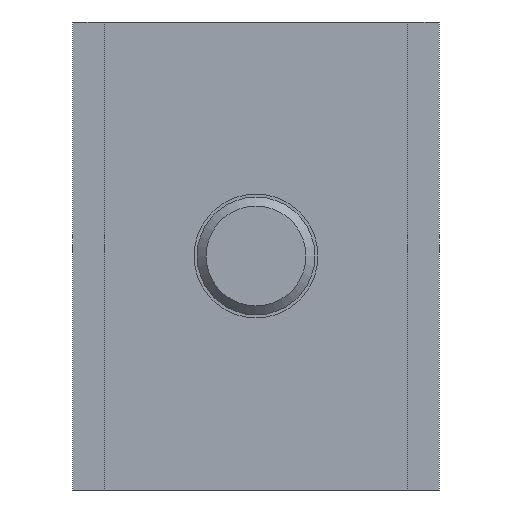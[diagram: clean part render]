
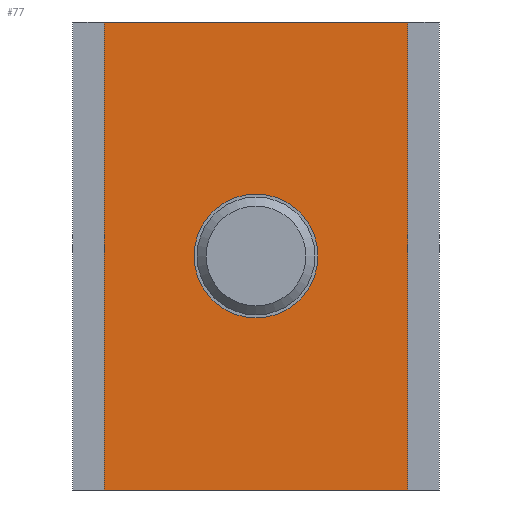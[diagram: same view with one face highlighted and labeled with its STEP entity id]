
A CAD part, front view. The second image highlights one B-rep face of the part: STEP entity #77.
In plain terms, the highlighted planar face has unit normal (0, -1, 0).
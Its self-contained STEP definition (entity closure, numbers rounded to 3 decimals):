
#77 = ADVANCED_FACE( '', ( #195, #196 ), #197, .F. );
#195 = FACE_BOUND( '', #365, .T. );
#196 = FACE_OUTER_BOUND( '', #366, .T. );
#197 = PLANE( '', #367 );
#365 = EDGE_LOOP( '', ( #536 ) );
#366 = EDGE_LOOP( '', ( #537, #538, #539, #540 ) );
#367 = AXIS2_PLACEMENT_3D( '', #541, #542, #543 );
#536 = ORIENTED_EDGE( '', *, *, #960, .T. );
#537 = ORIENTED_EDGE( '', *, *, #961, .T. );
#538 = ORIENTED_EDGE( '', *, *, #962, .F. );
#539 = ORIENTED_EDGE( '', *, *, #963, .F. );
#540 = ORIENTED_EDGE( '', *, *, #964, .T. );
#541 = CARTESIAN_POINT( '', ( -20.6, 0., 31.75 ) );
#542 = DIRECTION( '', ( 0., 1., 0. ) );
#543 = DIRECTION( '', ( 0., 0., 1. ) );
#960 = EDGE_CURVE( '', #1132, #1132, #1133, .T. );
#961 = EDGE_CURVE( '', #1134, #1135, #1136, .T. );
#962 = EDGE_CURVE( '', #1137, #1135, #1138, .T. );
#963 = EDGE_CURVE( '', #1139, #1137, #1140, .T. );
#964 = EDGE_CURVE( '', #1139, #1134, #1141, .T. );
#1132 = VERTEX_POINT( '', #1384 );
#1133 = CIRCLE( '', #1385, 8.4 );
#1134 = VERTEX_POINT( '', #1386 );
#1135 = VERTEX_POINT( '', #1387 );
#1136 = LINE( '', #1388, #1389 );
#1137 = VERTEX_POINT( '', #1390 );
#1138 = LINE( '', #1391, #1392 );
#1139 = VERTEX_POINT( '', #1393 );
#1140 = LINE( '', #1394, #1395 );
#1141 = LINE( '', #1396, #1397 );
#1384 = CARTESIAN_POINT( '', ( 8.4, 0., 0. ) );
#1385 = AXIS2_PLACEMENT_3D( '', #1714, #1715, #1716 );
#1386 = CARTESIAN_POINT( '', ( -20.6, 0., -31.75 ) );
#1387 = CARTESIAN_POINT( '', ( 20.6, 0., -31.75 ) );
#1388 = CARTESIAN_POINT( '', ( -20.6, 0., -31.75 ) );
#1389 = VECTOR( '', #1717, 1000. );
#1390 = CARTESIAN_POINT( '', ( 20.6, 0., 31.75 ) );
#1391 = CARTESIAN_POINT( '', ( 20.6, 0., 31.75 ) );
#1392 = VECTOR( '', #1718, 1000. );
#1393 = CARTESIAN_POINT( '', ( -20.6, 0., 31.75 ) );
#1394 = CARTESIAN_POINT( '', ( -20.6, 0., 31.75 ) );
#1395 = VECTOR( '', #1719, 1000. );
#1396 = CARTESIAN_POINT( '', ( -20.6, 0., 31.75 ) );
#1397 = VECTOR( '', #1720, 1000. );
#1714 = CARTESIAN_POINT( '', ( 0., 0., 0. ) );
#1715 = DIRECTION( '', ( 0., 1., 0. ) );
#1716 = DIRECTION( '', ( 1., 0., 0. ) );
#1717 = DIRECTION( '', ( 1., 0., 0. ) );
#1718 = DIRECTION( '', ( 0., 0., -1. ) );
#1719 = DIRECTION( '', ( 1., 0., 0. ) );
#1720 = DIRECTION( '', ( 0., 0., -1. ) );
